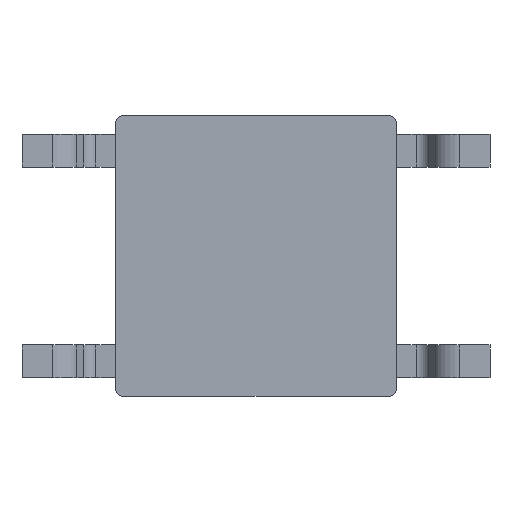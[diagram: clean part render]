
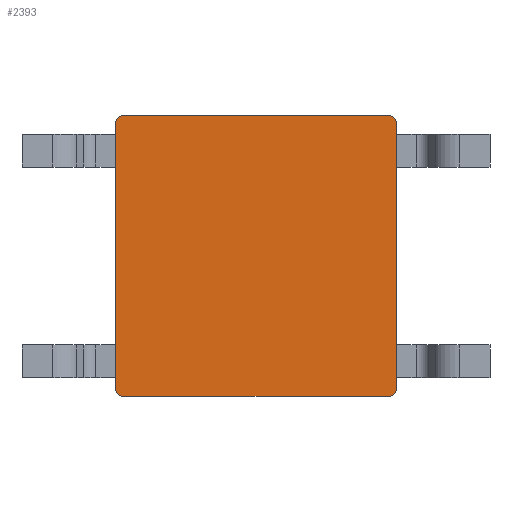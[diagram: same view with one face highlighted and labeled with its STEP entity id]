
A CAD part, front view. The second image highlights one B-rep face of the part: STEP entity #2393.
In plain terms, the highlighted planar face has unit normal (0, -1, 0).
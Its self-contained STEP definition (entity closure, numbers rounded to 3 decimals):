
#37 = VERTEX_POINT ( 'NONE', #293 ) ;
#62 = DIRECTION ( 'NONE',  ( 0., 0., -1. ) ) ;
#239 = VERTEX_POINT ( 'NONE', #2303 ) ;
#293 = CARTESIAN_POINT ( 'NONE',  ( -2.85, 0., 3. ) ) ;
#306 = ORIENTED_EDGE ( 'NONE', *, *, #836, .T. ) ;
#319 = ORIENTED_EDGE ( 'NONE', *, *, #1152, .F. ) ;
#342 = DIRECTION ( 'NONE',  ( 0., -1., 0. ) ) ;
#369 = DIRECTION ( 'NONE',  ( 1., 0., 0. ) ) ;
#390 = ORIENTED_EDGE ( 'NONE', *, *, #1842, .F. ) ;
#398 = PLANE ( 'NONE',  #1509 ) ;
#413 = DIRECTION ( 'NONE',  ( 0., 0., 1. ) ) ;
#436 = CARTESIAN_POINT ( 'NONE',  ( 3., 0., 2.85 ) ) ;
#486 = CIRCLE ( 'NONE', #1056, 0.15 ) ;
#530 = DIRECTION ( 'NONE',  ( 0., 0., -1. ) ) ;
#536 = EDGE_LOOP ( 'NONE', ( #1332, #1480, #390, #1916, #319, #1050, #1643, #306 ) ) ;
#604 = CARTESIAN_POINT ( 'NONE',  ( -3., 0., 3. ) ) ;
#614 = DIRECTION ( 'NONE',  ( 0., 1., 0. ) ) ;
#654 = AXIS2_PLACEMENT_3D ( 'NONE', #1238, #1047, #1026 ) ;
#714 = LINE ( 'NONE', #1125, #2019 ) ;
#787 = DIRECTION ( 'NONE',  ( 0., 0., 1. ) ) ;
#836 = EDGE_CURVE ( 'NONE', #1573, #239, #2470, .T. ) ;
#863 = CARTESIAN_POINT ( 'NONE',  ( -3., 0., 3. ) ) ;
#963 = CARTESIAN_POINT ( 'NONE',  ( 2.85, 0., 2.85 ) ) ;
#974 = VECTOR ( 'NONE', #62, 1000. ) ;
#1026 = DIRECTION ( 'NONE',  ( 0., 0., 1. ) ) ;
#1033 = VERTEX_POINT ( 'NONE', #436 ) ;
#1046 = VERTEX_POINT ( 'NONE', #2076 ) ;
#1047 = DIRECTION ( 'NONE',  ( 0., -1., 0. ) ) ;
#1050 = ORIENTED_EDGE ( 'NONE', *, *, #2420, .T. ) ;
#1056 = AXIS2_PLACEMENT_3D ( 'NONE', #1555, #1518, #2133 ) ;
#1061 = EDGE_CURVE ( 'NONE', #1339, #1395, #486, .T. ) ;
#1125 = CARTESIAN_POINT ( 'NONE',  ( -3., 0., -3. ) ) ;
#1152 = EDGE_CURVE ( 'NONE', #37, #1046, #2465, .T. ) ;
#1238 = CARTESIAN_POINT ( 'NONE',  ( -2.85, 0., -2.85 ) ) ;
#1247 = EDGE_CURVE ( 'NONE', #1483, #1573, #1836, .T. ) ;
#1264 = VECTOR ( 'NONE', #369, 1000. ) ;
#1332 = ORIENTED_EDGE ( 'NONE', *, *, #2649, .T. ) ;
#1339 = VERTEX_POINT ( 'NONE', #2362 ) ;
#1395 = VERTEX_POINT ( 'NONE', #1945 ) ;
#1431 = CARTESIAN_POINT ( 'NONE',  ( -2.85, 0., 2.85 ) ) ;
#1480 = ORIENTED_EDGE ( 'NONE', *, *, #1061, .T. ) ;
#1483 = VERTEX_POINT ( 'NONE', #2009 ) ;
#1489 = DIRECTION ( 'NONE',  ( 0., -1., 0. ) ) ;
#1493 = AXIS2_PLACEMENT_3D ( 'NONE', #1431, #1489, #413 ) ;
#1509 = AXIS2_PLACEMENT_3D ( 'NONE', #1843, #614, #787 ) ;
#1518 = DIRECTION ( 'NONE',  ( 0., -1., 0. ) ) ;
#1555 = CARTESIAN_POINT ( 'NONE',  ( 2.85, 0., -2.85 ) ) ;
#1573 = VERTEX_POINT ( 'NONE', #2017 ) ;
#1643 = ORIENTED_EDGE ( 'NONE', *, *, #1247, .T. ) ;
#1706 = CIRCLE ( 'NONE', #1493, 0.15 ) ;
#1711 = CIRCLE ( 'NONE', #1724, 0.15 ) ;
#1724 = AXIS2_PLACEMENT_3D ( 'NONE', #963, #342, #2193 ) ;
#1836 = LINE ( 'NONE', #863, #974 ) ;
#1842 = EDGE_CURVE ( 'NONE', #1033, #1395, #2403, .T. ) ;
#1843 = CARTESIAN_POINT ( 'NONE',  ( -3., 0., 3. ) ) ;
#1916 = ORIENTED_EDGE ( 'NONE', *, *, #2236, .T. ) ;
#1945 = CARTESIAN_POINT ( 'NONE',  ( 3., 0., -2.85 ) ) ;
#2009 = CARTESIAN_POINT ( 'NONE',  ( -3., 0., 2.85 ) ) ;
#2017 = CARTESIAN_POINT ( 'NONE',  ( -3., 0., -2.85 ) ) ;
#2019 = VECTOR ( 'NONE', #2578, 1000. ) ;
#2043 = CARTESIAN_POINT ( 'NONE',  ( 3., 0., 3. ) ) ;
#2076 = CARTESIAN_POINT ( 'NONE',  ( 2.85, 0., 3. ) ) ;
#2133 = DIRECTION ( 'NONE',  ( 0., 0., 1. ) ) ;
#2193 = DIRECTION ( 'NONE',  ( 0., 0., 1. ) ) ;
#2236 = EDGE_CURVE ( 'NONE', #1033, #1046, #1711, .T. ) ;
#2303 = CARTESIAN_POINT ( 'NONE',  ( -2.85, 0., -3. ) ) ;
#2362 = CARTESIAN_POINT ( 'NONE',  ( 2.85, 0., -3. ) ) ;
#2393 = ADVANCED_FACE ( 'NONE', ( #2647 ), #398, .F. ) ;
#2403 = LINE ( 'NONE', #2043, #2556 ) ;
#2420 = EDGE_CURVE ( 'NONE', #37, #1483, #1706, .T. ) ;
#2465 = LINE ( 'NONE', #604, #1264 ) ;
#2470 = CIRCLE ( 'NONE', #654, 0.15 ) ;
#2556 = VECTOR ( 'NONE', #530, 1000. ) ;
#2578 = DIRECTION ( 'NONE',  ( 1., 0., 0. ) ) ;
#2647 = FACE_OUTER_BOUND ( 'NONE', #536, .T. ) ;
#2649 = EDGE_CURVE ( 'NONE', #239, #1339, #714, .T. ) ;
